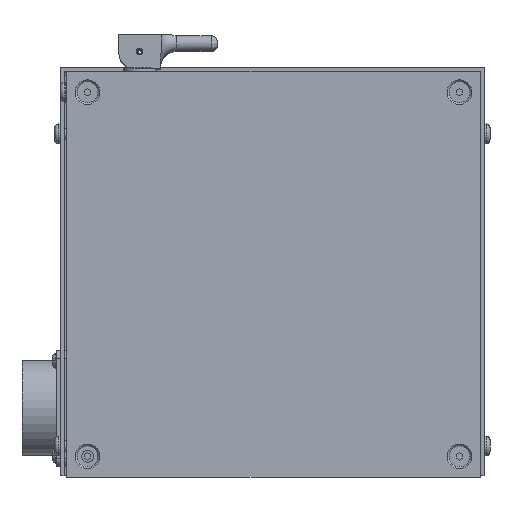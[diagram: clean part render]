
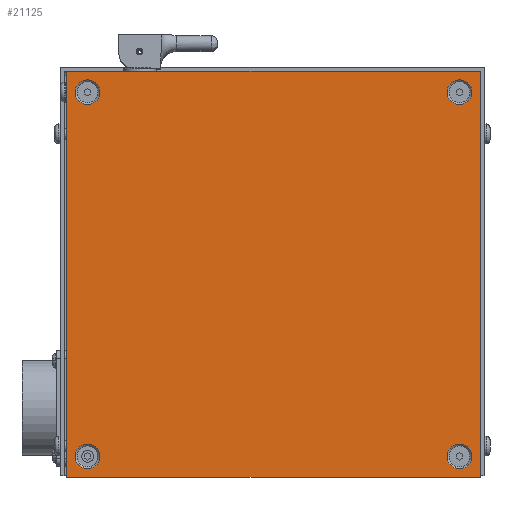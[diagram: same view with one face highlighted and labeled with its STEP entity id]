
A CAD part, left-side view. The second image highlights one B-rep face of the part: STEP entity #21125.
In plain terms, the highlighted planar face has unit normal (-1, 0, 0).
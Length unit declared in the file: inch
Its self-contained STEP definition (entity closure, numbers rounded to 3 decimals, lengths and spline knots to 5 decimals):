
#308=LINE('',#31885,#1900);
#312=LINE('',#31892,#1904);
#315=LINE('',#31898,#1907);
#317=LINE('',#31901,#1909);
#1900=VECTOR('',#25395,6.14173);
#1904=VECTOR('',#25401,6.25984);
#1907=VECTOR('',#25406,6.14173);
#1909=VECTOR('',#25410,6.25984);
#3908=FACE_BOUND('',#6293,.T.);
#3909=FACE_BOUND('',#6294,.T.);
#3910=FACE_BOUND('',#6295,.T.);
#3911=FACE_BOUND('',#6296,.T.);
#4811=FACE_OUTER_BOUND('',#6292,.T.);
#6292=EDGE_LOOP('',(#14129,#14130,#14131,#14132));
#6293=EDGE_LOOP('',(#14133));
#6294=EDGE_LOOP('',(#14134));
#6295=EDGE_LOOP('',(#14135));
#6296=EDGE_LOOP('',(#14136));
#8432=CIRCLE('',#22777,0.18701);
#8435=CIRCLE('',#22782,0.18701);
#8438=CIRCLE('',#22787,0.18701);
#8441=CIRCLE('',#22792,0.18701);
#9396=VERTEX_POINT('',#31847);
#9399=VERTEX_POINT('',#31855);
#9402=VERTEX_POINT('',#31863);
#9405=VERTEX_POINT('',#31871);
#9410=VERTEX_POINT('',#31882);
#9411=VERTEX_POINT('',#31884);
#9413=VERTEX_POINT('',#31890);
#9415=VERTEX_POINT('',#31896);
#11361=EDGE_CURVE('',#9396,#9396,#8432,.T.);
#11364=EDGE_CURVE('',#9399,#9399,#8435,.T.);
#11367=EDGE_CURVE('',#9402,#9402,#8438,.T.);
#11370=EDGE_CURVE('',#9405,#9405,#8441,.T.);
#11375=EDGE_CURVE('',#9411,#9410,#308,.T.);
#11379=EDGE_CURVE('',#9410,#9413,#312,.T.);
#11382=EDGE_CURVE('',#9413,#9415,#315,.T.);
#11384=EDGE_CURVE('',#9415,#9411,#317,.T.);
#14129=ORIENTED_EDGE('',*,*,#11384,.T.);
#14130=ORIENTED_EDGE('',*,*,#11375,.T.);
#14131=ORIENTED_EDGE('',*,*,#11379,.T.);
#14132=ORIENTED_EDGE('',*,*,#11382,.T.);
#14133=ORIENTED_EDGE('',*,*,#11361,.T.);
#14134=ORIENTED_EDGE('',*,*,#11364,.T.);
#14135=ORIENTED_EDGE('',*,*,#11367,.T.);
#14136=ORIENTED_EDGE('',*,*,#11370,.T.);
#18856=PLANE('',#22801);
#21125=ADVANCED_FACE('',(#4811,#3908,#3909,#3910,#3911),#18856,.F.);
#22777=AXIS2_PLACEMENT_3D('',#31848,#25353,#25354);
#22782=AXIS2_PLACEMENT_3D('',#31856,#25363,#25364);
#22787=AXIS2_PLACEMENT_3D('',#31864,#25373,#25374);
#22792=AXIS2_PLACEMENT_3D('',#31872,#25383,#25384);
#22801=AXIS2_PLACEMENT_3D('',#31903,#25413,#25414);
#25353=DIRECTION('center_axis',(1.,0.,0.));
#25354=DIRECTION('ref_axis',(0.,-1.,0.));
#25363=DIRECTION('center_axis',(1.,0.,0.));
#25364=DIRECTION('ref_axis',(0.,-1.,0.));
#25373=DIRECTION('center_axis',(1.,0.,0.));
#25374=DIRECTION('ref_axis',(0.,-1.,0.));
#25383=DIRECTION('center_axis',(1.,0.,0.));
#25384=DIRECTION('ref_axis',(0.,-1.,0.));
#25395=DIRECTION('',(0.,0.,1.));
#25401=DIRECTION('',(0.,1.,0.));
#25406=DIRECTION('',(0.,0.,-1.));
#25410=DIRECTION('',(0.,-1.,0.));
#25413=DIRECTION('center_axis',(1.,0.,0.));
#25414=DIRECTION('ref_axis',(0.,0.,1.));
#31847=CARTESIAN_POINT('',(-10.81398,4.75394,0.31496));
#31848=CARTESIAN_POINT('Origin',(-10.81398,4.94094,0.31496));
#31855=CARTESIAN_POINT('',(-10.81398,4.75394,5.82677));
#31856=CARTESIAN_POINT('Origin',(-10.81398,4.94094,5.82677));
#31863=CARTESIAN_POINT('',(-10.81398,-0.87598,5.82677));
#31864=CARTESIAN_POINT('Origin',(-10.81398,-0.68898,5.82677));
#31871=CARTESIAN_POINT('',(-10.81398,-0.87598,0.31496));
#31872=CARTESIAN_POINT('Origin',(-10.81398,-0.68898,0.31496));
#31882=CARTESIAN_POINT('',(-10.81398,-1.00394,6.14173));
#31884=CARTESIAN_POINT('',(-10.81398,-1.00394,0.));
#31885=CARTESIAN_POINT('',(-10.81398,-1.00394,0.));
#31890=CARTESIAN_POINT('',(-10.81398,5.25591,6.14173));
#31892=CARTESIAN_POINT('',(-10.81398,-1.00394,6.14173));
#31896=CARTESIAN_POINT('',(-10.81398,5.25591,0.));
#31898=CARTESIAN_POINT('',(-10.81398,5.25591,6.14173));
#31901=CARTESIAN_POINT('',(-10.81398,5.25591,0.));
#31903=CARTESIAN_POINT('Origin',(-10.81398,2.12598,3.07087));
